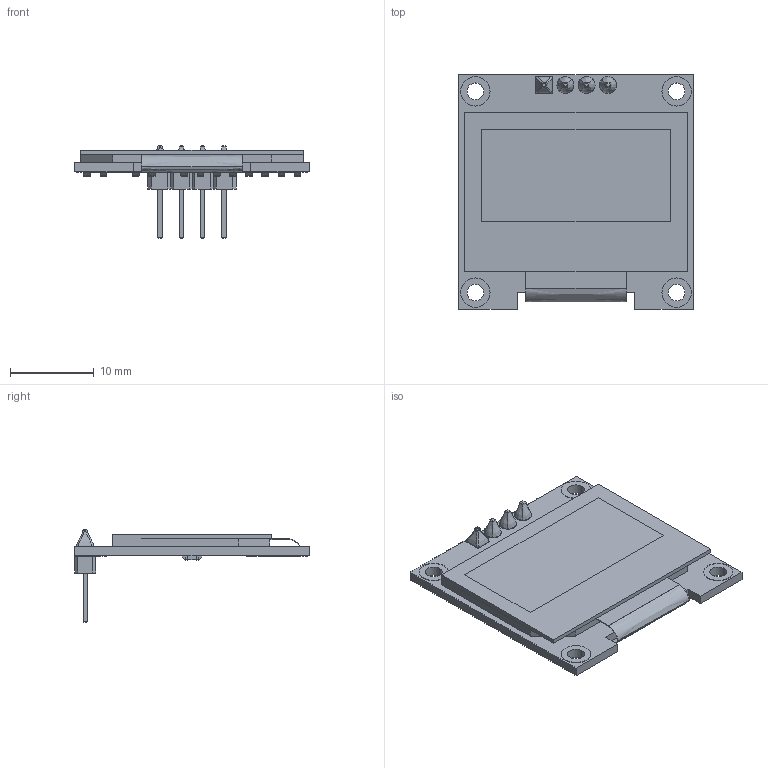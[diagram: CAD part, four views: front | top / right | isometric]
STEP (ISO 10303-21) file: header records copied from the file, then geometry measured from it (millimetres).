
FILE_DESCRIPTION (( 'STEP AP214' ), '1' );
FILE_NAME ('0.96 OLED v4.STEP', '2020-07-01T01:23:11', ( '' ), ( '' ), 'SwSTEP 2.0', 'SolidWorks 2018', '' );
FILE_SCHEMA (( 'AUTOMOTIVE_DESIGN' ));
Length unit declared in the file: millimetre
Products named in the file (1): 0.96 OLED v4
Bounding box: 28 x 28 x 11 mm (x, y, z)
Volume: 1586.2 mm3; surface area: 4058 mm2
Topology: 2 solids, 2 shells, 963 faces, 2555 edges, 1668 vertices
Faces by surface type: plane 702, cylinder 188, bspline 73
Entity records: 36818 total; most frequent: CARTESIAN_POINT 7594, ORIENTED_EDGE 5110, DIRECTION 4262, EDGE_CURVE 2555, LINE 2016, VECTOR 2016, VERTEX_POINT 1668, AXIS2_PLACEMENT_3D 1123
